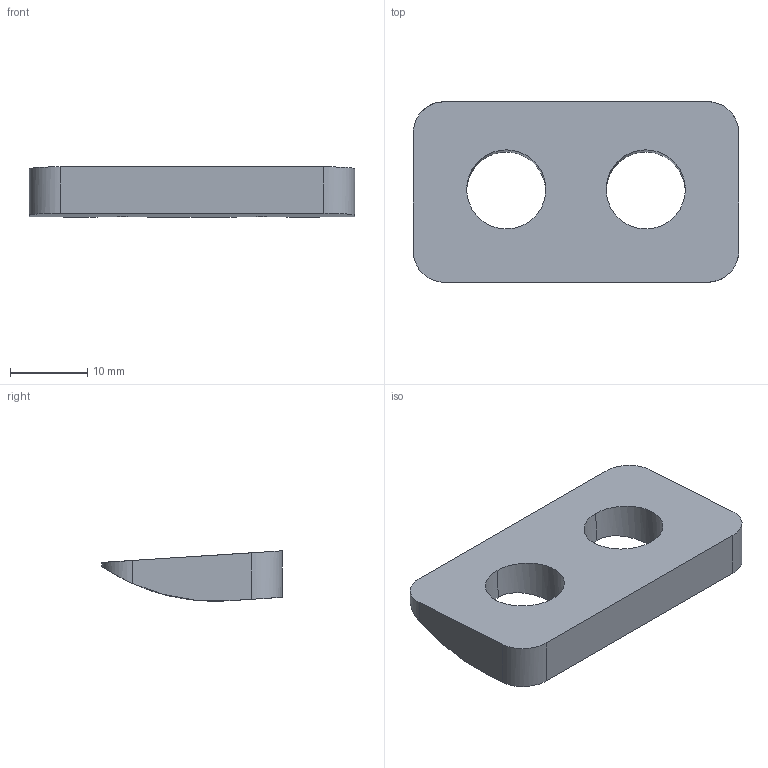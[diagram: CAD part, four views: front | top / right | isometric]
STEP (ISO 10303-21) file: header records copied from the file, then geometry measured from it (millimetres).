
FILE_DESCRIPTION (( 'STEP AP214' ), '1' );
FILE_NAME ('brake_lines_guide_upper_inside.STEP', '2019-07-22T05:08:14', ( '' ), ( '' ), 'SwSTEP 2.0', 'SolidWorks 2018', '' );
FILE_SCHEMA (( 'AUTOMOTIVE_DESIGN' ));
Length unit declared in the file: millimetre
Products named in the file (1): brake_lines_guide_upper_inside
Bounding box: 42 x 23.29 x 6.5 mm (x, y, z)
Volume: 3713.2 mm3; surface area: 2451.3 mm2
Topology: 1 solids, 1 shells, 15 faces, 45 edges, 30 vertices
Faces by surface type: cylinder 9, plane 6
Entity records: 675 total; most frequent: CARTESIAN_POINT 261, ORIENTED_EDGE 90, DIRECTION 67, EDGE_CURVE 45, VERTEX_POINT 30, LINE 23, VECTOR 23, AXIS2_PLACEMENT_3D 22
